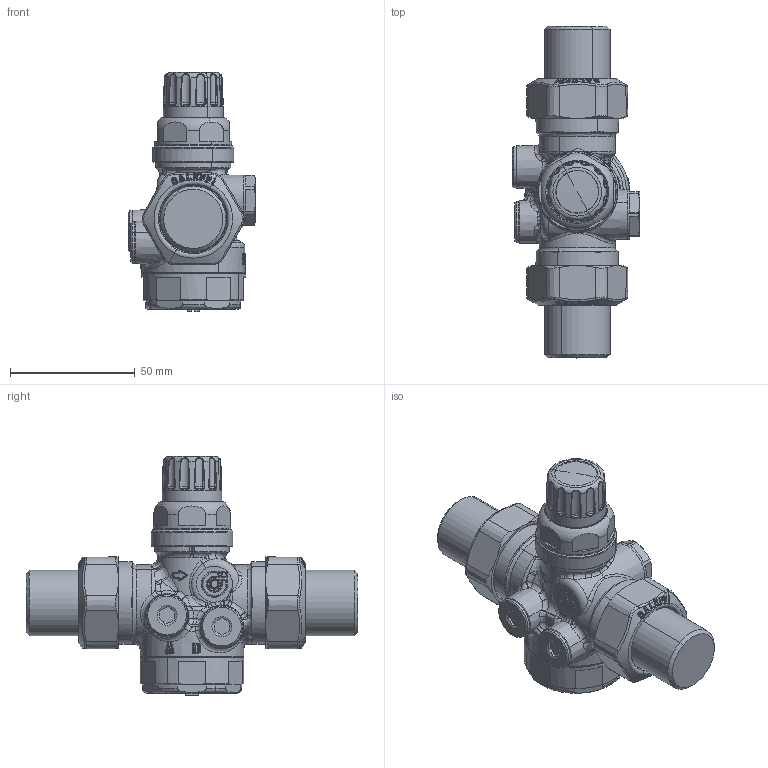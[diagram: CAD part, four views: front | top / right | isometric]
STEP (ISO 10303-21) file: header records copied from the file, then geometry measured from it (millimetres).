
FILE_DESCRIPTION(('CATIA V5 STEP Exchange','CAx-IF Rec.Pracs.--- Model Styling and Organization---1.5--- 2016-08-15','CAx-IF Rec.Pracs.---Supplemental Geometry---1.0---2011-11-01','CAx-IF Rec.Pracs.--- Composite Materials ---3.4---2017-06-13','CAx-IF Rec.Pracs.---Tessellated 3D Geometry---1.0---2015-12-17'),'2;1');
FILE_NAME('STEP_145550_H40_-_TST.stp','2026-03-03T08:11:33+00:00',('none'),('none'),'CATIA Version 5-6 Release 2020 SP5','CATIA V5 STEP AP242 v2','none');
FILE_SCHEMA(('AP242_MANAGED_MODEL_BASED_3D_ENGINEERING_MIM_LF {1 0 10303 442 1 1 4}'));
Products named in the file (1): 145550 H40 - TST
Bounding box: 51 x 133 x 95.93 mm (x, y, z)
Volume: 166609.7 mm3; surface area: 31534.2 mm2
Topology: 1 solids, 4 shells, 2524 faces, 5945 edges, 3260 vertices
Faces by surface type: bspline 1661, cylinder 278, plane 172, cone 166, sphere 149, torus 84, revolution 14
Entity records: 150677 total; most frequent: CARTESIAN_POINT 109694, ORIENTED_EDGE 11482, EDGE_CURVE 5741, B_SPLINE_CURVE_WITH_KNOTS 4402, VERTEX_POINT 3260, DIRECTION 2603, EDGE_LOOP 2559, ADVANCED_FACE 2524
